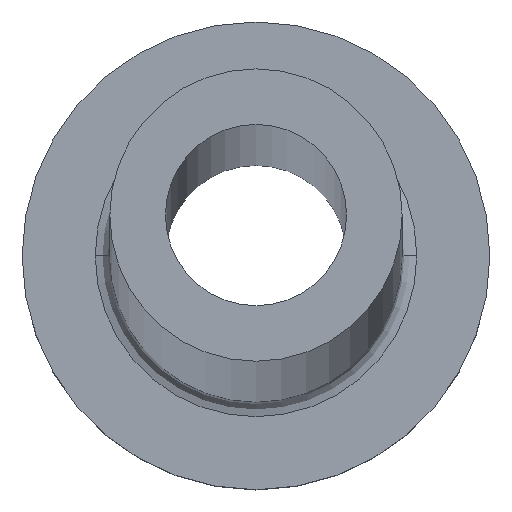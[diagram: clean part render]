
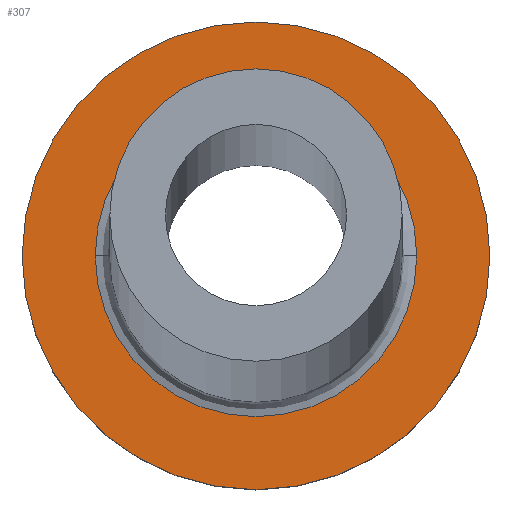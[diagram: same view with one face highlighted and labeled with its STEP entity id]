
A CAD part, top view. The second image highlights one B-rep face of the part: STEP entity #307.
In plain terms, the highlighted planar face has unit normal (0, 0, 1).
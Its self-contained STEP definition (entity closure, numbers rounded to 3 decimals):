
#6 = DIRECTION ( 'NONE',  ( 0., 0., -1. ) ) ;
#30 = EDGE_LOOP ( 'NONE', ( #267, #305 ) ) ;
#35 = EDGE_CURVE ( 'NONE', #69, #287, #299, .T. ) ;
#45 = CARTESIAN_POINT ( 'NONE',  ( 5.5, 0., 5. ) ) ;
#53 = CARTESIAN_POINT ( 'NONE',  ( -8., 0., 5. ) ) ;
#57 = CARTESIAN_POINT ( 'NONE',  ( 0., 0., 5. ) ) ;
#64 = DIRECTION ( 'NONE',  ( 0., 0., -1. ) ) ;
#69 = VERTEX_POINT ( 'NONE', #53 ) ;
#74 = VERTEX_POINT ( 'NONE', #45 ) ;
#79 = AXIS2_PLACEMENT_3D ( 'NONE', #367, #233, #205 ) ;
#98 = CIRCLE ( 'NONE', #182, 5.5 ) ;
#103 = DIRECTION ( 'NONE',  ( 0., 0., 1. ) ) ;
#114 = CARTESIAN_POINT ( 'NONE',  ( 0., 0., 5. ) ) ;
#116 = DIRECTION ( 'NONE',  ( 1., 0., 0. ) ) ;
#127 = EDGE_CURVE ( 'NONE', #296, #74, #98, .T. ) ;
#128 = DIRECTION ( 'NONE',  ( 1., 0., 0. ) ) ;
#131 = ORIENTED_EDGE ( 'NONE', *, *, #127, .T. ) ;
#142 = CIRCLE ( 'NONE', #215, 5.5 ) ;
#159 = FACE_BOUND ( 'NONE', #234, .T. ) ;
#168 = DIRECTION ( 'NONE',  ( 1., 0., 0. ) ) ;
#182 = AXIS2_PLACEMENT_3D ( 'NONE', #260, #6, #203 ) ;
#184 = EDGE_CURVE ( 'NONE', #74, #296, #142, .T. ) ;
#186 = CARTESIAN_POINT ( 'NONE',  ( -5.5, 0., 5. ) ) ;
#188 = CIRCLE ( 'NONE', #79, 8. ) ;
#203 = DIRECTION ( 'NONE',  ( 1., 0., 0. ) ) ;
#205 = DIRECTION ( 'NONE',  ( 1., 0., 0. ) ) ;
#208 = PLANE ( 'NONE',  #293 ) ;
#215 = AXIS2_PLACEMENT_3D ( 'NONE', #57, #64, #168 ) ;
#233 = DIRECTION ( 'NONE',  ( 0., 0., 1. ) ) ;
#234 = EDGE_LOOP ( 'NONE', ( #292, #131 ) ) ;
#239 = FACE_OUTER_BOUND ( 'NONE', #30, .T. ) ;
#260 = CARTESIAN_POINT ( 'NONE',  ( 0., 0., 5. ) ) ;
#267 = ORIENTED_EDGE ( 'NONE', *, *, #35, .T. ) ;
#287 = VERTEX_POINT ( 'NONE', #291 ) ;
#290 = EDGE_CURVE ( 'NONE', #287, #69, #188, .T. ) ;
#291 = CARTESIAN_POINT ( 'NONE',  ( 8., 0., 5. ) ) ;
#292 = ORIENTED_EDGE ( 'NONE', *, *, #184, .T. ) ;
#293 = AXIS2_PLACEMENT_3D ( 'NONE', #337, #103, #128 ) ;
#296 = VERTEX_POINT ( 'NONE', #186 ) ;
#299 = CIRCLE ( 'NONE', #316, 8. ) ;
#305 = ORIENTED_EDGE ( 'NONE', *, *, #290, .T. ) ;
#307 = ADVANCED_FACE ( 'NONE', ( #159, #239 ), #208, .T. ) ;
#316 = AXIS2_PLACEMENT_3D ( 'NONE', #114, #378, #116 ) ;
#337 = CARTESIAN_POINT ( 'NONE',  ( 0., 0., 5. ) ) ;
#367 = CARTESIAN_POINT ( 'NONE',  ( 0., 0., 5. ) ) ;
#378 = DIRECTION ( 'NONE',  ( 0., 0., 1. ) ) ;
